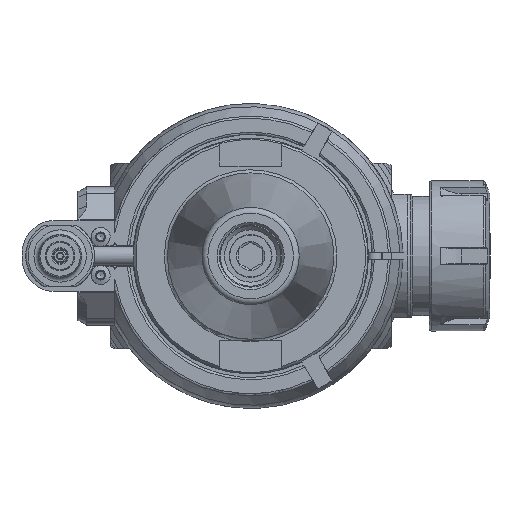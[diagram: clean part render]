
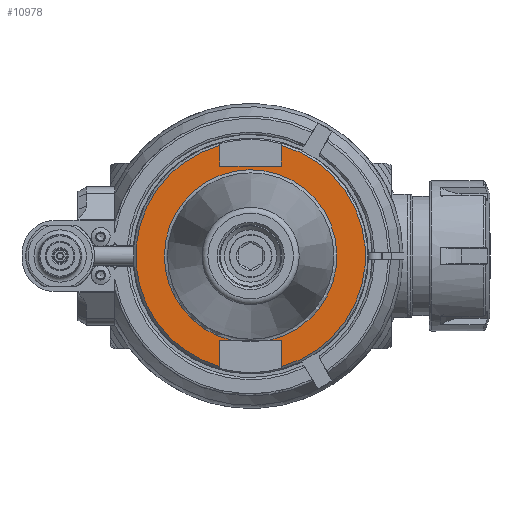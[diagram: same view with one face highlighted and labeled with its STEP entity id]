
A CAD part, left-side view. The second image highlights one B-rep face of the part: STEP entity #10978.
In plain terms, the highlighted planar face has unit normal (-1, 0, 0).
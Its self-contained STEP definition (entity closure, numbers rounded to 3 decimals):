
#521=LINE('',#16953,#1262);
#522=LINE('',#16955,#1263);
#523=LINE('',#16959,#1264);
#524=LINE('',#16961,#1265);
#525=LINE('',#16963,#1266);
#526=LINE('',#16967,#1267);
#527=LINE('',#16968,#1268);
#1262=VECTOR('',#13279,4.846);
#1263=VECTOR('',#13280,11.147);
#1264=VECTOR('',#13283,8.734);
#1265=VECTOR('',#13284,25.908);
#1266=VECTOR('',#13285,8.734);
#1267=VECTOR('',#13288,11.147);
#1268=VECTOR('',#13289,4.846);
#2324=FACE_OUTER_BOUND('',#3016,.T.);
#3016=EDGE_LOOP('',(#7397,#7398,#7399,#7400,#7401,#7402,#7403,#7404,#7405,
#7406,#7407));
#3799=CIRCLE('',#11742,36.225);
#3800=CIRCLE('',#11743,36.225);
#3802=CIRCLE('',#11746,48.225);
#3803=CIRCLE('',#11747,48.225);
#4470=VERTEX_POINT('',#16931);
#4471=VERTEX_POINT('',#16932);
#4472=VERTEX_POINT('',#16934);
#4473=VERTEX_POINT('',#16952);
#4474=VERTEX_POINT('',#16954);
#4475=VERTEX_POINT('',#16956);
#4476=VERTEX_POINT('',#16958);
#4477=VERTEX_POINT('',#16960);
#4478=VERTEX_POINT('',#16962);
#4479=VERTEX_POINT('',#16964);
#4480=VERTEX_POINT('',#16966);
#5605=EDGE_CURVE('',#4470,#4471,#3799,.T.);
#5607=EDGE_CURVE('',#4471,#4472,#3800,.T.);
#5609=EDGE_CURVE('',#4472,#4473,#521,.T.);
#5610=EDGE_CURVE('',#4474,#4473,#522,.T.);
#5611=EDGE_CURVE('',#4474,#4475,#3802,.T.);
#5612=EDGE_CURVE('',#4476,#4475,#523,.T.);
#5613=EDGE_CURVE('',#4476,#4477,#524,.T.);
#5614=EDGE_CURVE('',#4478,#4477,#525,.T.);
#5615=EDGE_CURVE('',#4478,#4479,#3803,.T.);
#5616=EDGE_CURVE('',#4480,#4479,#526,.T.);
#5617=EDGE_CURVE('',#4480,#4470,#527,.T.);
#7397=ORIENTED_EDGE('',*,*,#5609,.T.);
#7398=ORIENTED_EDGE('',*,*,#5610,.F.);
#7399=ORIENTED_EDGE('',*,*,#5611,.T.);
#7400=ORIENTED_EDGE('',*,*,#5612,.F.);
#7401=ORIENTED_EDGE('',*,*,#5613,.T.);
#7402=ORIENTED_EDGE('',*,*,#5614,.F.);
#7403=ORIENTED_EDGE('',*,*,#5615,.T.);
#7404=ORIENTED_EDGE('',*,*,#5616,.F.);
#7405=ORIENTED_EDGE('',*,*,#5617,.T.);
#7406=ORIENTED_EDGE('',*,*,#5605,.T.);
#7407=ORIENTED_EDGE('',*,*,#5607,.T.);
#10649=PLANE('',#11745);
#10978=ADVANCED_FACE('',(#2324),#10649,.F.);
#11742=AXIS2_PLACEMENT_3D('',#16933,#13271,#13272);
#11743=AXIS2_PLACEMENT_3D('',#16949,#13273,#13274);
#11745=AXIS2_PLACEMENT_3D('',#16951,#13277,#13278);
#11746=AXIS2_PLACEMENT_3D('',#16957,#13281,#13282);
#11747=AXIS2_PLACEMENT_3D('',#16965,#13286,#13287);
#13271=DIRECTION('center_axis',(1.,0.,0.));
#13272=DIRECTION('ref_axis',(0.,0.224,-0.975));
#13273=DIRECTION('center_axis',(1.,0.,0.));
#13274=DIRECTION('ref_axis',(0.,0.224,-0.975));
#13277=DIRECTION('center_axis',(1.,0.,0.));
#13278=DIRECTION('ref_axis',(0.,-1.,0.));
#13279=DIRECTION('',(0.,-1.,0.));
#13280=DIRECTION('',(0.,0.,1.));
#13281=DIRECTION('center_axis',(-1.,0.,0.));
#13282=DIRECTION('ref_axis',(0.,-0.269,-0.963));
#13283=DIRECTION('',(0.,0.,1.));
#13284=DIRECTION('',(0.,1.,0.));
#13285=DIRECTION('',(0.,0.,-1.));
#13286=DIRECTION('center_axis',(-1.,0.,0.));
#13287=DIRECTION('ref_axis',(0.,0.269,0.963));
#13288=DIRECTION('',(0.,0.,-1.));
#13289=DIRECTION('',(0.,-1.,0.));
#16931=CARTESIAN_POINT('',(-73.825,8.108,-35.306));
#16932=CARTESIAN_POINT('',(-73.825,36.225,0.));
#16933=CARTESIAN_POINT('Origin',(-73.825,0.,0.));
#16934=CARTESIAN_POINT('',(-73.825,-8.108,-35.306));
#16949=CARTESIAN_POINT('Origin',(-73.825,0.,0.));
#16951=CARTESIAN_POINT('Origin',(-73.825,-42.625,0.));
#16952=CARTESIAN_POINT('',(-73.825,-12.954,-35.306));
#16953=CARTESIAN_POINT('',(-73.825,-8.108,-35.306));
#16954=CARTESIAN_POINT('',(-73.825,-12.954,-46.453));
#16955=CARTESIAN_POINT('',(-73.825,-12.954,-46.453));
#16956=CARTESIAN_POINT('',(-73.825,-12.954,46.453));
#16957=CARTESIAN_POINT('Origin',(-73.825,0.,0.));
#16958=CARTESIAN_POINT('',(-73.825,-12.954,37.719));
#16959=CARTESIAN_POINT('',(-73.825,-12.954,37.719));
#16960=CARTESIAN_POINT('',(-73.825,12.954,37.719));
#16961=CARTESIAN_POINT('',(-73.825,-12.954,37.719));
#16962=CARTESIAN_POINT('',(-73.825,12.954,46.453));
#16963=CARTESIAN_POINT('',(-73.825,12.954,46.453));
#16964=CARTESIAN_POINT('',(-73.825,12.954,-46.453));
#16965=CARTESIAN_POINT('Origin',(-73.825,0.,0.));
#16966=CARTESIAN_POINT('',(-73.825,12.954,-35.306));
#16967=CARTESIAN_POINT('',(-73.825,12.954,-35.306));
#16968=CARTESIAN_POINT('',(-73.825,12.954,-35.306));
